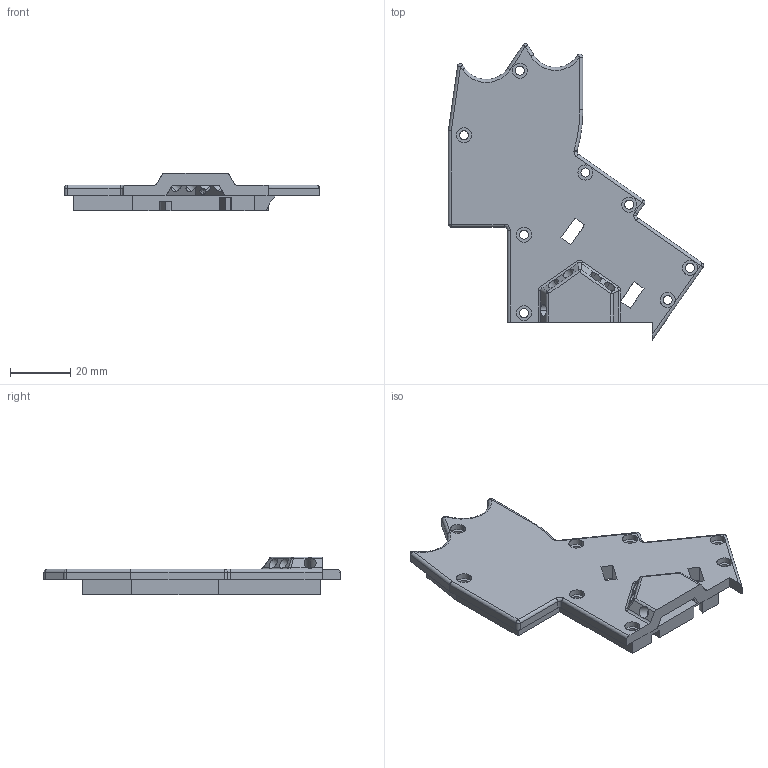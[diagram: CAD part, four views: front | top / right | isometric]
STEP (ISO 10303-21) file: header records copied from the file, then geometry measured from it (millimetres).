
FILE_DESCRIPTION (( 'STEP AP214' ), '1' );
FILE_NAME ('PalmPlate.STEP', '2025-01-21T01:04:26', ( '' ), ( '' ), 'SwSTEP 2.0', 'SolidWorks 2025', '' );
FILE_SCHEMA (( 'AUTOMOTIVE_DESIGN' ));
Length unit declared in the file: millimetre
Products named in the file (1): PalmPlate
Bounding box: 84.64 x 98.35 x 12.6 mm (x, y, z)
Volume: 27518.2 mm3; surface area: 14483.5 mm2
Topology: 1 solids, 1 shells, 245 faces, 701 edges, 446 vertices
Faces by surface type: cylinder 120, plane 95, torus 15, sphere 10, bspline 5
Entity records: 8526 total; most frequent: CARTESIAN_POINT 2049, ORIENTED_EDGE 1388, DIRECTION 1369, EDGE_CURVE 694, AXIS2_PLACEMENT_3D 503, VERTEX_POINT 443, LINE 363, VECTOR 363
